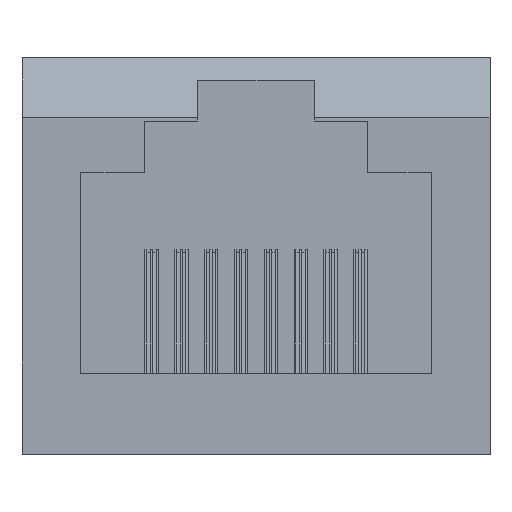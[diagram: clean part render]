
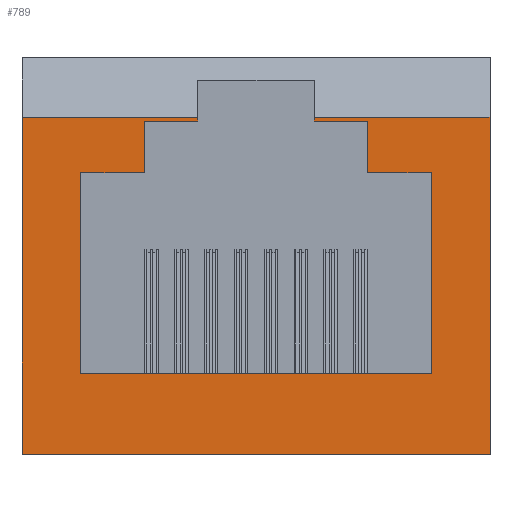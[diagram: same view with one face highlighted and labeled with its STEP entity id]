
A CAD part, front view. The second image highlights one B-rep face of the part: STEP entity #789.
In plain terms, the highlighted face is planar.
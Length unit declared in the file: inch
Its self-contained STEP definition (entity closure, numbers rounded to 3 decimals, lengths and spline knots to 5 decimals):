
#653 = VERTEX_POINT ( 'NONE', #3157 ) ;
#655 = EDGE_CURVE ( 'NONE', #653, #707, #3156, .T. ) ;
#673 = VERTEX_POINT ( 'NONE', #3171 ) ;
#707 = VERTEX_POINT ( 'NONE', #3399 ) ;
#732 = ORIENTED_EDGE ( 'NONE', *, *, #867, .F. ) ;
#733 = EDGE_CURVE ( 'NONE', #859, #870, #3324, .T. ) ;
#734 = EDGE_CURVE ( 'NONE', #777, #735, #3437, .T. ) ;
#735 = VERTEX_POINT ( 'NONE', #3433 ) ;
#736 = EDGE_CURVE ( 'NONE', #860, #881, #3431, .T. ) ;
#737 = EDGE_CURVE ( 'NONE', #738, #823, #3398, .T. ) ;
#738 = VERTEX_POINT ( 'NONE', #3445 ) ;
#741 = VERTEX_POINT ( 'NONE', #3362 ) ;
#754 = EDGE_CURVE ( 'NONE', #673, #741, #3411, .T. ) ;
#774 = ORIENTED_EDGE ( 'NONE', *, *, #801, .T. ) ;
#775 = ORIENTED_EDGE ( 'NONE', *, *, #754, .T. ) ;
#777 = VERTEX_POINT ( 'NONE', #3463 ) ;
#783 = EDGE_LOOP ( 'NONE', ( #784, #774, #775, #869, #875, #732, #812, #874, #868, #877, #813, #879, #864, #861, #824, #871 ) ) ;
#784 = ORIENTED_EDGE ( 'NONE', *, *, #785, .T. ) ;
#785 = EDGE_CURVE ( 'NONE', #786, #802, #3349, .T. ) ;
#786 = VERTEX_POINT ( 'NONE', #3345 ) ;
#789 = ADVANCED_FACE ( 'NONE', ( #3340 ), #3339, .T. ) ;
#801 = EDGE_CURVE ( 'NONE', #802, #673, #3488, .T. ) ;
#802 = VERTEX_POINT ( 'NONE', #3588 ) ;
#808 = EDGE_CURVE ( 'NONE', #741, #777, #3623, .T. ) ;
#812 = ORIENTED_EDGE ( 'NONE', *, *, #878, .F. ) ;
#813 = ORIENTED_EDGE ( 'NONE', *, *, #655, .F. ) ;
#823 = VERTEX_POINT ( 'NONE', #3521 ) ;
#824 = ORIENTED_EDGE ( 'NONE', *, *, #737, .F. ) ;
#859 = VERTEX_POINT ( 'NONE', #3536 ) ;
#860 = VERTEX_POINT ( 'NONE', #3500 ) ;
#861 = ORIENTED_EDGE ( 'NONE', *, *, #862, .F. ) ;
#862 = EDGE_CURVE ( 'NONE', #823, #860, #3499, .T. ) ;
#863 = VERTEX_POINT ( 'NONE', #3495 ) ;
#864 = ORIENTED_EDGE ( 'NONE', *, *, #736, .F. ) ;
#865 = EDGE_CURVE ( 'NONE', #866, #859, #3494, .T. ) ;
#866 = VERTEX_POINT ( 'NONE', #3585 ) ;
#867 = EDGE_CURVE ( 'NONE', #863, #735, #3584, .T. ) ;
#868 = ORIENTED_EDGE ( 'NONE', *, *, #865, .F. ) ;
#869 = ORIENTED_EDGE ( 'NONE', *, *, #808, .T. ) ;
#870 = VERTEX_POINT ( 'NONE', #3580 ) ;
#871 = ORIENTED_EDGE ( 'NONE', *, *, #872, .F. ) ;
#872 = EDGE_CURVE ( 'NONE', #786, #738, #3579, .T. ) ;
#874 = ORIENTED_EDGE ( 'NONE', *, *, #733, .F. ) ;
#875 = ORIENTED_EDGE ( 'NONE', *, *, #734, .T. ) ;
#876 = EDGE_CURVE ( 'NONE', #707, #866, #3574, .T. ) ;
#877 = ORIENTED_EDGE ( 'NONE', *, *, #876, .F. ) ;
#878 = EDGE_CURVE ( 'NONE', #870, #863, #3575, .T. ) ;
#879 = ORIENTED_EDGE ( 'NONE', *, *, #880, .F. ) ;
#880 = EDGE_CURVE ( 'NONE', #881, #653, #3610, .T. ) ;
#881 = VERTEX_POINT ( 'NONE', #3606 ) ;
#3153 = DIRECTION ( 'NONE',  ( 1., 0., 0. ) ) ;
#3154 = VECTOR ( 'NONE', #3153, 39.37008 ) ;
#3155 = CARTESIAN_POINT ( 'NONE',  ( 0.235, 0.31, -0.012 ) ) ;
#3156 = LINE ( 'NONE', #3155, #3154 ) ;
#3157 = CARTESIAN_POINT ( 'NONE',  ( -0.235, 0.31, -0.012 ) ) ;
#3171 = CARTESIAN_POINT ( 'NONE',  ( -0.314, 0.31, 0.096 ) ) ;
#3324 = LINE ( 'NONE', #3458, #3457 ) ;
#3335 = DIRECTION ( 'NONE',  ( 0., 0., 1. ) ) ;
#3336 = DIRECTION ( 'NONE',  ( 0., 1., 0. ) ) ;
#3337 = CARTESIAN_POINT ( 'NONE',  ( -0.314, 0.31, 0.096 ) ) ;
#3338 = AXIS2_PLACEMENT_3D ( 'NONE', #3337, #3336, #3335 ) ;
#3339 = PLANE ( 'NONE',  #3338 ) ;
#3340 = FACE_OUTER_BOUND ( 'NONE', #783, .T. ) ;
#3345 = CARTESIAN_POINT ( 'NONE',  ( -0.078, 0.31, -0.356 ) ) ;
#3346 = DIRECTION ( 'NONE',  ( -1., 0., 0. ) ) ;
#3347 = VECTOR ( 'NONE', #3346, 39.37008 ) ;
#3348 = CARTESIAN_POINT ( 'NONE',  ( 0.314, 0.31, -0.356 ) ) ;
#3349 = LINE ( 'NONE', #3348, #3347 ) ;
#3362 = CARTESIAN_POINT ( 'NONE',  ( 0.314, 0.31, 0.096 ) ) ;
#3395 = DIRECTION ( 'NONE',  ( -1., 0., 0. ) ) ;
#3396 = VECTOR ( 'NONE', #3395, 39.37008 ) ;
#3397 = CARTESIAN_POINT ( 'NONE',  ( -0.078, 0.31, -0.351 ) ) ;
#3398 = LINE ( 'NONE', #3397, #3396 ) ;
#3399 = CARTESIAN_POINT ( 'NONE',  ( 0.235, 0.31, -0.012 ) ) ;
#3408 = DIRECTION ( 'NONE',  ( 1., 0., 0. ) ) ;
#3409 = VECTOR ( 'NONE', #3408, 39.37008 ) ;
#3410 = CARTESIAN_POINT ( 'NONE',  ( -0.314, 0.31, 0.096 ) ) ;
#3411 = LINE ( 'NONE', #3410, #3409 ) ;
#3428 = DIRECTION ( 'NONE',  ( -1., 0., 0. ) ) ;
#3429 = VECTOR ( 'NONE', #3428, 39.37008 ) ;
#3430 = CARTESIAN_POINT ( 'NONE',  ( -0.15, 0.31, -0.282 ) ) ;
#3431 = LINE ( 'NONE', #3430, #3429 ) ;
#3433 = CARTESIAN_POINT ( 'NONE',  ( 0.078, 0.31, -0.356 ) ) ;
#3434 = DIRECTION ( 'NONE',  ( -1., 0., 0. ) ) ;
#3435 = VECTOR ( 'NONE', #3434, 39.37008 ) ;
#3436 = CARTESIAN_POINT ( 'NONE',  ( 0.314, 0.31, -0.356 ) ) ;
#3437 = LINE ( 'NONE', #3436, #3435 ) ;
#3445 = CARTESIAN_POINT ( 'NONE',  ( -0.078, 0.31, -0.351 ) ) ;
#3456 = DIRECTION ( 'NONE',  ( 0., 0., -1. ) ) ;
#3457 = VECTOR ( 'NONE', #3456, 39.37008 ) ;
#3458 = CARTESIAN_POINT ( 'NONE',  ( 0.15, 0.31, -0.351 ) ) ;
#3463 = CARTESIAN_POINT ( 'NONE',  ( 0.314, 0.31, -0.356 ) ) ;
#3488 = LINE ( 'NONE', #3616, #3618 ) ;
#3493 = CARTESIAN_POINT ( 'NONE',  ( 0.15, 0.31, -0.282 ) ) ;
#3494 = LINE ( 'NONE', #3493, #3587 ) ;
#3495 = CARTESIAN_POINT ( 'NONE',  ( 0.078, 0.31, -0.351 ) ) ;
#3496 = DIRECTION ( 'NONE',  ( 0., 0., 1. ) ) ;
#3497 = VECTOR ( 'NONE', #3496, 39.37008 ) ;
#3498 = CARTESIAN_POINT ( 'NONE',  ( -0.15, 0.31, -0.351 ) ) ;
#3499 = LINE ( 'NONE', #3498, #3497 ) ;
#3500 = CARTESIAN_POINT ( 'NONE',  ( -0.15, 0.31, -0.282 ) ) ;
#3521 = CARTESIAN_POINT ( 'NONE',  ( -0.15, 0.31, -0.351 ) ) ;
#3536 = CARTESIAN_POINT ( 'NONE',  ( 0.15, 0.31, -0.282 ) ) ;
#3571 = DIRECTION ( 'NONE',  ( 0., 0., -1. ) ) ;
#3572 = VECTOR ( 'NONE', #3571, 39.37008 ) ;
#3573 = CARTESIAN_POINT ( 'NONE',  ( 0.235, 0.31, -0.282 ) ) ;
#3574 = LINE ( 'NONE', #3573, #3572 ) ;
#3575 = LINE ( 'NONE', #3613, #3612 ) ;
#3576 = DIRECTION ( 'NONE',  ( 0., 0., 1. ) ) ;
#3577 = VECTOR ( 'NONE', #3576, 39.37008 ) ;
#3578 = CARTESIAN_POINT ( 'NONE',  ( -0.078, 0.31, -0.406 ) ) ;
#3579 = LINE ( 'NONE', #3578, #3577 ) ;
#3580 = CARTESIAN_POINT ( 'NONE',  ( 0.15, 0.31, -0.351 ) ) ;
#3581 = DIRECTION ( 'NONE',  ( 0., 0., -1. ) ) ;
#3582 = VECTOR ( 'NONE', #3581, 39.37008 ) ;
#3583 = CARTESIAN_POINT ( 'NONE',  ( 0.078, 0.31, -0.406 ) ) ;
#3584 = LINE ( 'NONE', #3583, #3582 ) ;
#3585 = CARTESIAN_POINT ( 'NONE',  ( 0.235, 0.31, -0.282 ) ) ;
#3586 = DIRECTION ( 'NONE',  ( -1., 0., 0. ) ) ;
#3587 = VECTOR ( 'NONE', #3586, 39.37008 ) ;
#3588 = CARTESIAN_POINT ( 'NONE',  ( -0.314, 0.31, -0.356 ) ) ;
#3606 = CARTESIAN_POINT ( 'NONE',  ( -0.235, 0.31, -0.282 ) ) ;
#3607 = DIRECTION ( 'NONE',  ( 0., 0., 1. ) ) ;
#3608 = VECTOR ( 'NONE', #3607, 39.37008 ) ;
#3609 = CARTESIAN_POINT ( 'NONE',  ( -0.235, 0.31, -0.282 ) ) ;
#3610 = LINE ( 'NONE', #3609, #3608 ) ;
#3611 = DIRECTION ( 'NONE',  ( -1., 0., 0. ) ) ;
#3612 = VECTOR ( 'NONE', #3611, 39.37008 ) ;
#3613 = CARTESIAN_POINT ( 'NONE',  ( 0.078, 0.31, -0.351 ) ) ;
#3616 = CARTESIAN_POINT ( 'NONE',  ( -0.314, 0.31, -0.436 ) ) ;
#3617 = DIRECTION ( 'NONE',  ( 0., 0., 1. ) ) ;
#3618 = VECTOR ( 'NONE', #3617, 39.37008 ) ;
#3620 = DIRECTION ( 'NONE',  ( 0., 0., -1. ) ) ;
#3621 = VECTOR ( 'NONE', #3620, 39.37008 ) ;
#3622 = CARTESIAN_POINT ( 'NONE',  ( 0.314, 0.31, -0.436 ) ) ;
#3623 = LINE ( 'NONE', #3622, #3621 ) ;
